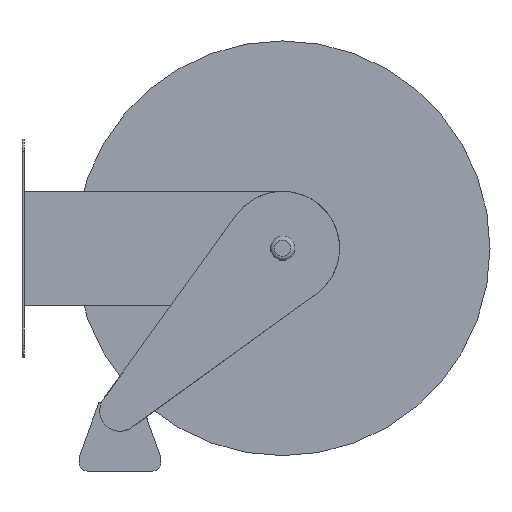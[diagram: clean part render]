
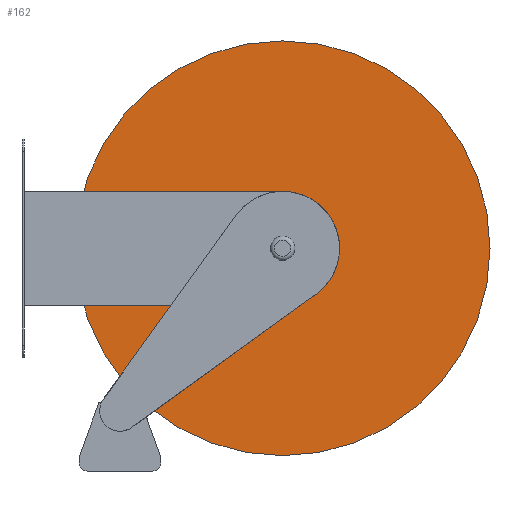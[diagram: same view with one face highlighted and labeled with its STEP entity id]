
A CAD part, left-side view. The second image highlights one B-rep face of the part: STEP entity #162.
In plain terms, the highlighted planar face has unit normal (-1, 0, 0).
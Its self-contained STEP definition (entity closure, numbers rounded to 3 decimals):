
#162 = ADVANCED_FACE( '', ( #344, #345 ), #346, .T. );
#344 = FACE_BOUND( '', #541, .T. );
#345 = FACE_OUTER_BOUND( '', #542, .T. );
#346 = PLANE( '', #543 );
#541 = EDGE_LOOP( '', ( #960 ) );
#542 = EDGE_LOOP( '', ( #961 ) );
#543 = AXIS2_PLACEMENT_3D( '', #962, #963, #964 );
#960 = ORIENTED_EDGE( '', *, *, #1271, .F. );
#961 = ORIENTED_EDGE( '', *, *, #1166, .T. );
#962 = CARTESIAN_POINT( '', ( -94., 0., 0. ) );
#963 = DIRECTION( '', ( -1., 0., 0. ) );
#964 = DIRECTION( '', ( 0., -1., 0. ) );
#1166 = EDGE_CURVE( '', #1407, #1407, #1408, .T. );
#1271 = EDGE_CURVE( '', #1551, #1551, #1552, .T. );
#1407 = VERTEX_POINT( '', #1729 );
#1408 = CIRCLE( '', #1730, 255. );
#1551 = VERTEX_POINT( '', #1928 );
#1552 = CIRCLE( '', #1929, 35. );
#1729 = CARTESIAN_POINT( '', ( -94., 255., 0. ) );
#1730 = AXIS2_PLACEMENT_3D( '', #2041, #2042, #2043 );
#1928 = CARTESIAN_POINT( '', ( -94., -35., 0. ) );
#1929 = AXIS2_PLACEMENT_3D( '', #2153, #2154, #2155 );
#2041 = CARTESIAN_POINT( '', ( -94., 0., 0. ) );
#2042 = DIRECTION( '', ( -1., 0., 0. ) );
#2043 = DIRECTION( '', ( 0., 1., 0. ) );
#2153 = CARTESIAN_POINT( '', ( -94., 0., 0. ) );
#2154 = DIRECTION( '', ( -1., 0., 0. ) );
#2155 = DIRECTION( '', ( 0., -1., 0. ) );
